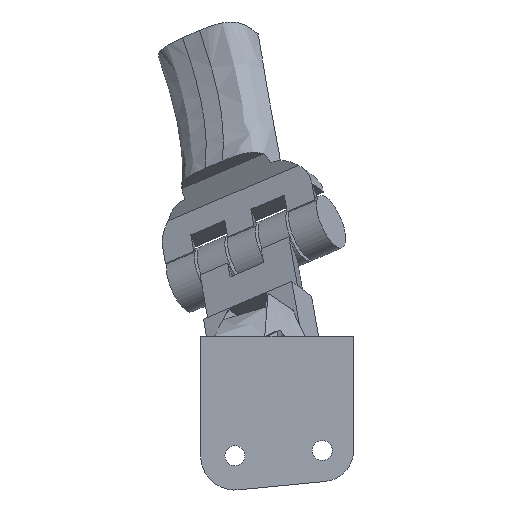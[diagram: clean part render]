
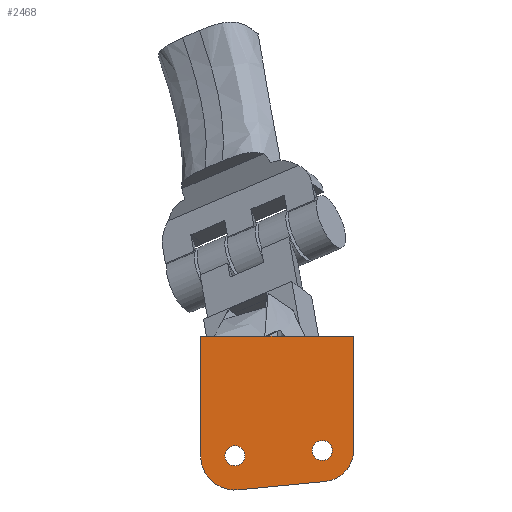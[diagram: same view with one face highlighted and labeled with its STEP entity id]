
A CAD part, front view. The second image highlights one B-rep face of the part: STEP entity #2468.
In plain terms, the highlighted planar face has unit normal (0, -1, 0).
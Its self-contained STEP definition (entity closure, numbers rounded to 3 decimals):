
#52=FACE_BOUND('',#429,.T.);
#53=FACE_BOUND('',#430,.T.);
#119=CIRCLE('',#2654,0.85);
#122=CIRCLE('',#2659,0.85);
#124=CIRCLE('',#2666,2.641);
#125=CIRCLE('',#2671,2.915);
#275=FACE_OUTER_BOUND('',#428,.T.);
#428=EDGE_LOOP('',(#2242,#2243,#2244,#2245,#2246,#2247));
#429=EDGE_LOOP('',(#2248));
#430=EDGE_LOOP('',(#2249));
#654=LINE('',#4811,#875);
#658=LINE('',#4820,#879);
#661=LINE('',#4825,#882);
#662=LINE('',#4828,#883);
#875=VECTOR('',#3249,10.);
#879=VECTOR('',#3259,10.);
#882=VECTOR('',#3264,10.);
#883=VECTOR('',#3267,10.);
#1177=VERTEX_POINT('',#4789);
#1180=VERTEX_POINT('',#4798);
#1182=VERTEX_POINT('',#4809);
#1183=VERTEX_POINT('',#4810);
#1184=VERTEX_POINT('',#4815);
#1185=VERTEX_POINT('',#4819);
#1186=VERTEX_POINT('',#4823);
#1187=VERTEX_POINT('',#4827);
#1522=EDGE_CURVE('',#1177,#1177,#119,.T.);
#1526=EDGE_CURVE('',#1180,#1180,#122,.T.);
#1530=EDGE_CURVE('',#1182,#1183,#654,.T.);
#1533=EDGE_CURVE('',#1184,#1183,#124,.T.);
#1535=EDGE_CURVE('',#1184,#1185,#658,.T.);
#1538=EDGE_CURVE('',#1186,#1185,#661,.T.);
#1539=EDGE_CURVE('',#1187,#1186,#662,.T.);
#1541=EDGE_CURVE('',#1182,#1187,#125,.T.);
#2242=ORIENTED_EDGE('',*,*,#1541,.F.);
#2243=ORIENTED_EDGE('',*,*,#1530,.T.);
#2244=ORIENTED_EDGE('',*,*,#1533,.F.);
#2245=ORIENTED_EDGE('',*,*,#1535,.T.);
#2246=ORIENTED_EDGE('',*,*,#1538,.F.);
#2247=ORIENTED_EDGE('',*,*,#1539,.F.);
#2248=ORIENTED_EDGE('',*,*,#1522,.F.);
#2249=ORIENTED_EDGE('',*,*,#1526,.F.);
#2338=PLANE('',#2672);
#2468=ADVANCED_FACE('',(#275,#52,#53),#2338,.F.);
#2654=AXIS2_PLACEMENT_3D('',#4791,#3224,#3225);
#2659=AXIS2_PLACEMENT_3D('',#4800,#3235,#3236);
#2666=AXIS2_PLACEMENT_3D('',#4816,#3254,#3255);
#2671=AXIS2_PLACEMENT_3D('',#4831,#3271,#3272);
#2672=AXIS2_PLACEMENT_3D('',#4832,#3273,#3274);
#3224=DIRECTION('center_axis',(0.,-1.,0.));
#3225=DIRECTION('ref_axis',(1.,0.,0.));
#3235=DIRECTION('center_axis',(0.,-1.,0.));
#3236=DIRECTION('ref_axis',(1.,0.,0.));
#3249=DIRECTION('',(0.995,0.,0.096));
#3254=DIRECTION('center_axis',(0.,1.,0.));
#3255=DIRECTION('ref_axis',(1.,0.,0.));
#3259=DIRECTION('',(0.,0.,1.));
#3264=DIRECTION('',(1.,0.,0.));
#3267=DIRECTION('',(0.,0.,1.));
#3271=DIRECTION('center_axis',(0.,1.,0.));
#3272=DIRECTION('ref_axis',(0.124,0.,-0.992));
#3273=DIRECTION('center_axis',(0.,1.,0.));
#3274=DIRECTION('ref_axis',(1.,0.,0.));
#4789=CARTESIAN_POINT('',(1.316,0.,-4.702));
#4791=CARTESIAN_POINT('Origin',(2.166,0.,-4.702));
#4798=CARTESIAN_POINT('',(-6.11,0.,-5.144));
#4800=CARTESIAN_POINT('Origin',(-5.26,0.,-5.144));
#4809=CARTESIAN_POINT('',(-4.897,0.,-8.037));
#4810=CARTESIAN_POINT('',(2.427,0.,-7.33));
#4811=CARTESIAN_POINT('',(-4.897,0.,-8.037));
#4815=CARTESIAN_POINT('',(4.807,0.,-4.702));
#4816=CARTESIAN_POINT('Origin',(2.166,0.,-4.702));
#4819=CARTESIAN_POINT('',(4.807,0.,5.));
#4820=CARTESIAN_POINT('',(4.807,0.,-4.702));
#4823=CARTESIAN_POINT('',(-8.175,0.,5.));
#4825=CARTESIAN_POINT('',(-8.175,0.,5.));
#4827=CARTESIAN_POINT('',(-8.175,0.,-5.144));
#4828=CARTESIAN_POINT('',(-8.175,0.,-5.144));
#4831=CARTESIAN_POINT('Origin',(-5.26,0.,-5.144));
#4832=CARTESIAN_POINT('Origin',(-1.684,0.,-1.53));
